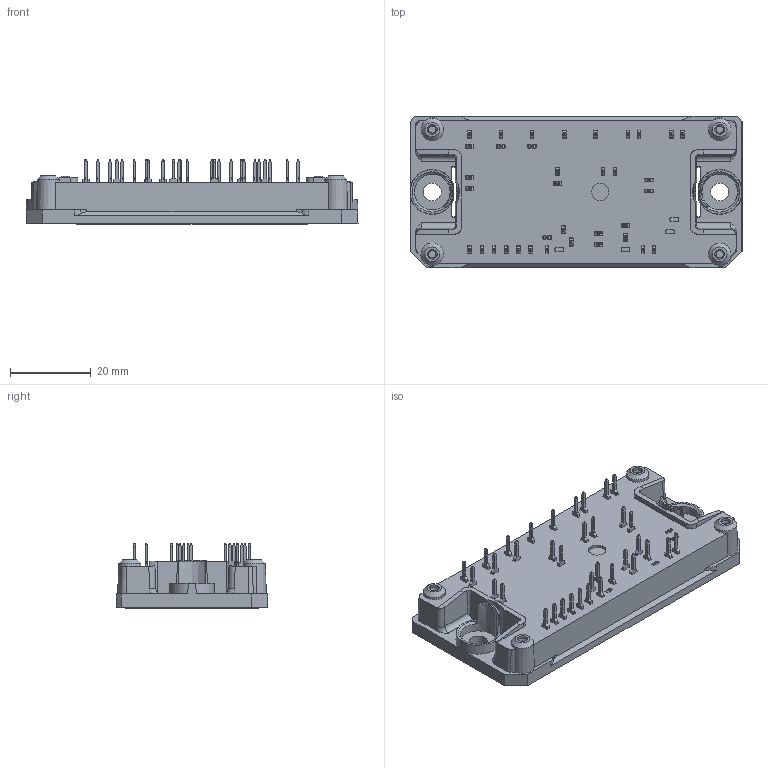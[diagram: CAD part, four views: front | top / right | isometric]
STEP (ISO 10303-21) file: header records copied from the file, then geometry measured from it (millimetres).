
FILE_DESCRIPTION(/* description */ ('Unknown'),/* implementation_level */ '2;1');
FILE_NAME(/* name */ 'Flow1-4T12ZC-LJ00(360)-01-OL',/* time_stamp */ '2021-04-23T15:06:34+02:00',/* author */ ('Unknown'),/* organization */ ('Unknown'),/* preprocessor_version */ 'ST-DEVELOPER v16.7',/* originating_system */ 'Solid Edge',/* authorisation */ 'Unknown');
FILE_SCHEMA (('AUTOMOTIVE_DESIGN {1 0 10303 214 3 1 1}'));
Products named in the file (1): Flow1-4T12ZC-LJ00-OL
Bounding box: 82 x 37.4 x 15.92 mm (x, y, z)
Volume: 25970.8 mm3; surface area: 11689.7 mm2
Topology: 1 solids, 1 shells, 1704 faces, 4787 edges, 3165 vertices
Faces by surface type: plane 904, cylinder 577, bspline 161, cone 50, sphere 8, torus 4
Full cylindrical faces by diameter (mm): 2.4 x4, 4.3 x1, 4.4 x2
Entity records: 70471 total; most frequent: CARTESIAN_POINT 15316, ORIENTED_EDGE 9468, DIRECTION 8592, EDGE_CURVE 4734, VERTEX_POINT 3146, LINE 2944, VECTOR 2944, AXIS2_PLACEMENT_3D 2824
